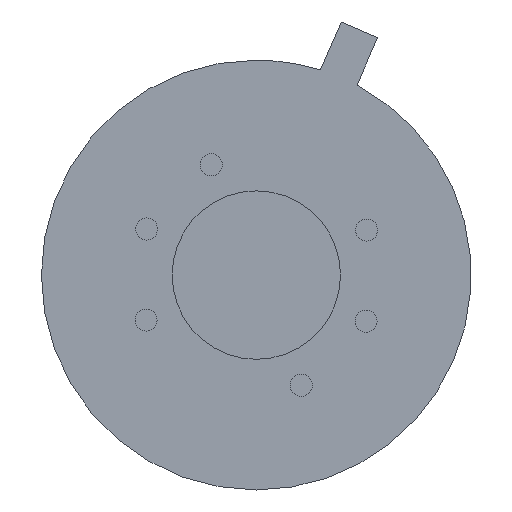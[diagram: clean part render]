
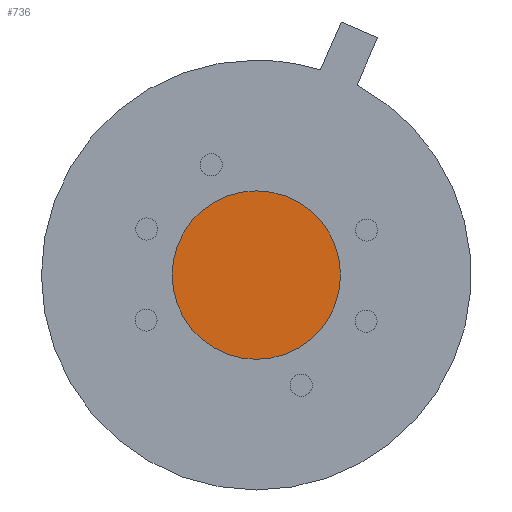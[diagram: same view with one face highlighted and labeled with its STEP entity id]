
A CAD part, front view. The second image highlights one B-rep face of the part: STEP entity #736.
In plain terms, the highlighted planar face has unit normal (0, -1, 0).
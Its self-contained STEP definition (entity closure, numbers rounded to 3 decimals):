
#8 = DIRECTION ( 'NONE',  ( 0., 0., -1. ) ) ;
#80 = CARTESIAN_POINT ( 'NONE',  ( 0., -0.01, 1.842 ) ) ;
#103 = CIRCLE ( 'NONE', #1285, 1.842 ) ;
#236 = EDGE_LOOP ( 'NONE', ( #1511, #1260 ) ) ;
#280 = CIRCLE ( 'NONE', #335, 1.842 ) ;
#335 = AXIS2_PLACEMENT_3D ( 'NONE', #1539, #863, #1279 ) ;
#494 = DIRECTION ( 'NONE',  ( 0., 1., 0. ) ) ;
#508 = DIRECTION ( 'NONE',  ( 0., 0., 1. ) ) ;
#628 = VERTEX_POINT ( 'NONE', #1589 ) ;
#736 = ADVANCED_FACE ( 'NONE', ( #904 ), #1319, .T. ) ;
#786 = EDGE_CURVE ( 'NONE', #628, #1440, #280, .T. ) ;
#787 = DIRECTION ( 'NONE',  ( 0., -1., 0. ) ) ;
#791 = CARTESIAN_POINT ( 'NONE',  ( 0., -0.01, 0. ) ) ;
#863 = DIRECTION ( 'NONE',  ( 0., 1., 0. ) ) ;
#897 = AXIS2_PLACEMENT_3D ( 'NONE', #791, #787, #8 ) ;
#904 = FACE_OUTER_BOUND ( 'NONE', #236, .T. ) ;
#1045 = CARTESIAN_POINT ( 'NONE',  ( 0., -0.01, 0. ) ) ;
#1260 = ORIENTED_EDGE ( 'NONE', *, *, #786, .F. ) ;
#1279 = DIRECTION ( 'NONE',  ( 0., 0., 1. ) ) ;
#1285 = AXIS2_PLACEMENT_3D ( 'NONE', #1045, #494, #508 ) ;
#1319 = PLANE ( 'NONE',  #897 ) ;
#1440 = VERTEX_POINT ( 'NONE', #80 ) ;
#1511 = ORIENTED_EDGE ( 'NONE', *, *, #1594, .F. ) ;
#1539 = CARTESIAN_POINT ( 'NONE',  ( 0., -0.01, 0. ) ) ;
#1589 = CARTESIAN_POINT ( 'NONE',  ( 0., -0.01, -1.842 ) ) ;
#1594 = EDGE_CURVE ( 'NONE', #1440, #628, #103, .T. ) ;
